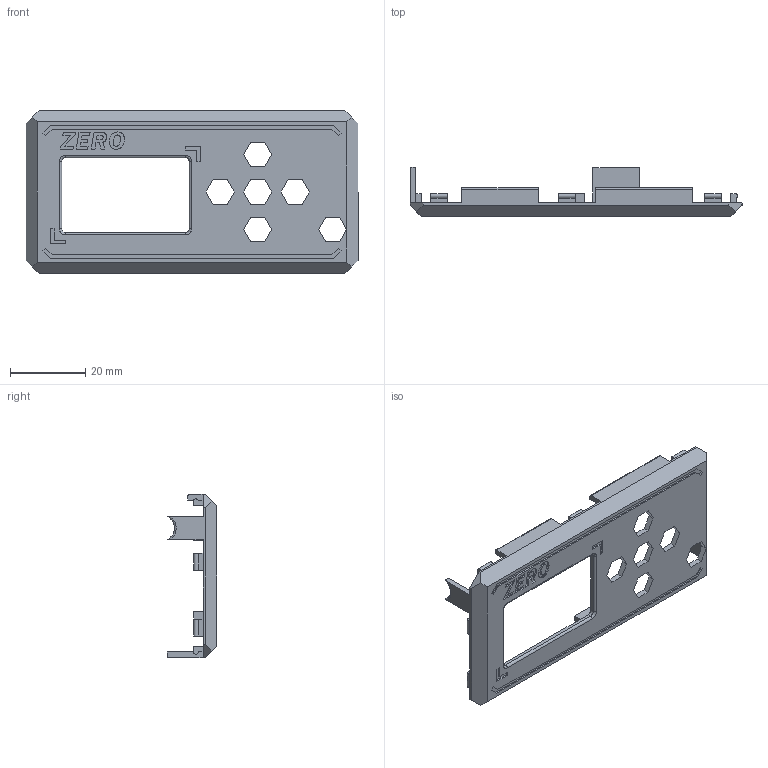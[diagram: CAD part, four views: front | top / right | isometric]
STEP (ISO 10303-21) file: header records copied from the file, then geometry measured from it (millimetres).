
FILE_DESCRIPTION (( 'STEP AP214' ), '1' );
FILE_NAME ('shell1芵隴唳.STEP', '2026-01-29T13:13:03', ( '' ), ( '' ), 'SwSTEP 2.0', 'SolidWorks 2020', '' );
FILE_SCHEMA (( 'AUTOMOTIVE_DESIGN' ));
Length unit declared in the file: millimetre
Products named in the file (1): shell1芵隴唳
Bounding box: 88.5 x 13.1 x 43.5 mm (x, y, z)
Volume: 5305.5 mm3; surface area: 8251.1 mm2
Topology: 1 solids, 1 shells, 253 faces, 690 edges, 450 vertices
Faces by surface type: plane 204, cylinder 32, bspline 12, torus 5
Entity records: 8789 total; most frequent: CARTESIAN_POINT 2356, ORIENTED_EDGE 1380, DIRECTION 1217, EDGE_CURVE 690, LINE 595, VECTOR 595, VERTEX_POINT 450, AXIS2_PLACEMENT_3D 311
